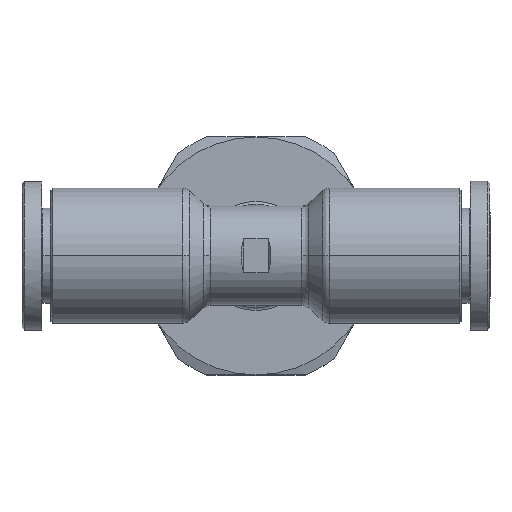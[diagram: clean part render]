
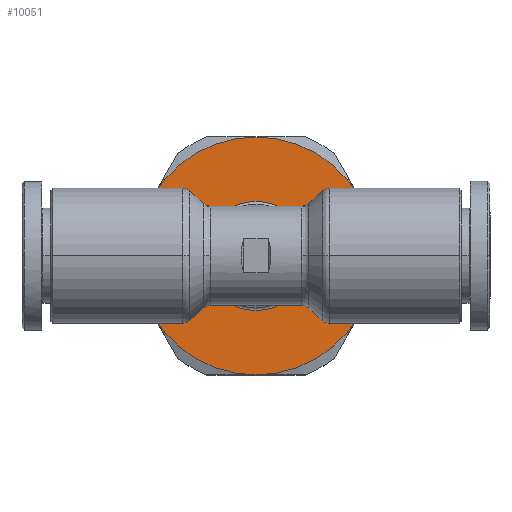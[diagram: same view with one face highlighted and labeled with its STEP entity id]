
A CAD part, top view. The second image highlights one B-rep face of the part: STEP entity #10051.
In plain terms, the highlighted planar face has unit normal (0, 0, 1).
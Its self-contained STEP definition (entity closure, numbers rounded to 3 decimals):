
#240 = CARTESIAN_POINT ( 'NONE',  ( 0., 0., -10.5 ) ) ;
#431 = VERTEX_POINT ( 'NONE', #4623 ) ;
#647 = CARTESIAN_POINT ( 'NONE',  ( 0., 0., -10.5 ) ) ;
#726 = ORIENTED_EDGE ( 'NONE', *, *, #14802, .F. ) ;
#1099 = DIRECTION ( 'NONE',  ( -1., 0., 0. ) ) ;
#1118 = DIRECTION ( 'NONE',  ( -1., 0., 0. ) ) ;
#1518 = DIRECTION ( 'NONE',  ( -1., 0., 0. ) ) ;
#1743 = DIRECTION ( 'NONE',  ( 0., 0., -1. ) ) ;
#1822 = CARTESIAN_POINT ( 'NONE',  ( 0., 0., -10.5 ) ) ;
#2697 = DIRECTION ( 'NONE',  ( -1., 0., 0. ) ) ;
#2703 = VERTEX_POINT ( 'NONE', #10153 ) ;
#3268 = VERTEX_POINT ( 'NONE', #18217 ) ;
#3399 = CIRCLE ( 'NONE', #28378, 5.504 ) ;
#3562 = ORIENTED_EDGE ( 'NONE', *, *, #10831, .F. ) ;
#3603 = EDGE_CURVE ( 'NONE', #18280, #23610, #28645, .T. ) ;
#3932 = AXIS2_PLACEMENT_3D ( 'NONE', #13872, #25399, #27418 ) ;
#4201 = EDGE_CURVE ( 'NONE', #3268, #8427, #27157, .T. ) ;
#4623 = CARTESIAN_POINT ( 'NONE',  ( 10.392, -6., -10.5 ) ) ;
#4625 = ORIENTED_EDGE ( 'NONE', *, *, #4201, .F. ) ;
#4660 = FACE_BOUND ( 'NONE', #25616, .T. ) ;
#4674 = AXIS2_PLACEMENT_3D ( 'NONE', #19428, #14772, #1118 ) ;
#5368 = ORIENTED_EDGE ( 'NONE', *, *, #13573, .F. ) ;
#5754 = DIRECTION ( 'NONE',  ( 0., 0., -1. ) ) ;
#6383 = DIRECTION ( 'NONE',  ( -1., 0., 0. ) ) ;
#6631 = DIRECTION ( 'NONE',  ( -1., 0., 0. ) ) ;
#6726 = CIRCLE ( 'NONE', #19988, 12. ) ;
#6784 = CARTESIAN_POINT ( 'NONE',  ( 0., 0., -10.5 ) ) ;
#6948 = DIRECTION ( 'NONE',  ( -1., 0., 0. ) ) ;
#7109 = EDGE_CURVE ( 'NONE', #23610, #431, #14373, .T. ) ;
#7189 = AXIS2_PLACEMENT_3D ( 'NONE', #6784, #1743, #6383 ) ;
#7363 = ORIENTED_EDGE ( 'NONE', *, *, #7109, .F. ) ;
#7629 = DIRECTION ( 'NONE',  ( 0., 0., -1. ) ) ;
#8427 = VERTEX_POINT ( 'NONE', #20575 ) ;
#8848 = DIRECTION ( 'NONE',  ( 0., 0., -1. ) ) ;
#9288 = AXIS2_PLACEMENT_3D ( 'NONE', #647, #7629, #2697 ) ;
#9455 = EDGE_CURVE ( 'NONE', #17021, #17071, #13323, .T. ) ;
#9719 = ORIENTED_EDGE ( 'NONE', *, *, #25821, .F. ) ;
#10051 = ADVANCED_FACE ( 'NONE', ( #4660, #21943 ), #23192, .F. ) ;
#10153 = CARTESIAN_POINT ( 'NONE',  ( -10.392, 6., -10.5 ) ) ;
#10398 = ORIENTED_EDGE ( 'NONE', *, *, #12061, .F. ) ;
#10643 = CIRCLE ( 'NONE', #28697, 12. ) ;
#10831 = EDGE_CURVE ( 'NONE', #27165, #2703, #14323, .T. ) ;
#11595 = CARTESIAN_POINT ( 'NONE',  ( 0., 0., -10.5 ) ) ;
#12061 = EDGE_CURVE ( 'NONE', #431, #3268, #10643, .T. ) ;
#13323 = CIRCLE ( 'NONE', #3932, 5.504 ) ;
#13573 = EDGE_CURVE ( 'NONE', #2703, #18280, #6726, .T. ) ;
#13647 = DIRECTION ( 'NONE',  ( -1., 0., 0. ) ) ;
#13765 = CARTESIAN_POINT ( 'NONE',  ( 0., 0., -10.5 ) ) ;
#13872 = CARTESIAN_POINT ( 'NONE',  ( 0., 0., -10.5 ) ) ;
#14217 = CARTESIAN_POINT ( 'NONE',  ( 0., 12., -10.5 ) ) ;
#14292 = ORIENTED_EDGE ( 'NONE', *, *, #9455, .F. ) ;
#14323 = CIRCLE ( 'NONE', #17992, 12. ) ;
#14373 = CIRCLE ( 'NONE', #15787, 12. ) ;
#14772 = DIRECTION ( 'NONE',  ( 0., 0., -1. ) ) ;
#14802 = EDGE_CURVE ( 'NONE', #17071, #17021, #3399, .T. ) ;
#15656 = AXIS2_PLACEMENT_3D ( 'NONE', #25456, #27486, #13647 ) ;
#15787 = AXIS2_PLACEMENT_3D ( 'NONE', #11595, #25146, #6631 ) ;
#16074 = ORIENTED_EDGE ( 'NONE', *, *, #3603, .F. ) ;
#16532 = DIRECTION ( 'NONE',  ( -1., 0., 0. ) ) ;
#16859 = CARTESIAN_POINT ( 'NONE',  ( 0., 0., -10.5 ) ) ;
#17021 = VERTEX_POINT ( 'NONE', #25147 ) ;
#17071 = VERTEX_POINT ( 'NONE', #21171 ) ;
#17271 = CARTESIAN_POINT ( 'NONE',  ( 10.392, 6., -10.5 ) ) ;
#17963 = CIRCLE ( 'NONE', #9288, 12. ) ;
#17992 = AXIS2_PLACEMENT_3D ( 'NONE', #16859, #5754, #1099 ) ;
#18217 = CARTESIAN_POINT ( 'NONE',  ( 0., -12., -10.5 ) ) ;
#18280 = VERTEX_POINT ( 'NONE', #14217 ) ;
#19428 = CARTESIAN_POINT ( 'NONE',  ( 0., 0., -10.5 ) ) ;
#19988 = AXIS2_PLACEMENT_3D ( 'NONE', #1822, #8848, #1518 ) ;
#20575 = CARTESIAN_POINT ( 'NONE',  ( -10.392, -6., -10.5 ) ) ;
#21171 = CARTESIAN_POINT ( 'NONE',  ( 5.504, 0., -10.5 ) ) ;
#21943 = FACE_OUTER_BOUND ( 'NONE', #25085, .T. ) ;
#23192 = PLANE ( 'NONE',  #15656 ) ;
#23610 = VERTEX_POINT ( 'NONE', #17271 ) ;
#25085 = EDGE_LOOP ( 'NONE', ( #9719, #4625, #10398, #7363, #16074, #5368, #3562 ) ) ;
#25146 = DIRECTION ( 'NONE',  ( 0., 0., -1. ) ) ;
#25147 = CARTESIAN_POINT ( 'NONE',  ( -5.504, 0., -10.5 ) ) ;
#25233 = CARTESIAN_POINT ( 'NONE',  ( -12., 0., -10.5 ) ) ;
#25399 = DIRECTION ( 'NONE',  ( 0., 0., 1. ) ) ;
#25456 = CARTESIAN_POINT ( 'NONE',  ( 0., 0., -10.5 ) ) ;
#25616 = EDGE_LOOP ( 'NONE', ( #14292, #726 ) ) ;
#25821 = EDGE_CURVE ( 'NONE', #8427, #27165, #17963, .T. ) ;
#27157 = CIRCLE ( 'NONE', #7189, 12. ) ;
#27165 = VERTEX_POINT ( 'NONE', #25233 ) ;
#27418 = DIRECTION ( 'NONE',  ( -1., 0., 0. ) ) ;
#27486 = DIRECTION ( 'NONE',  ( 0., 0., -1. ) ) ;
#27501 = DIRECTION ( 'NONE',  ( 0., 0., -1. ) ) ;
#28182 = DIRECTION ( 'NONE',  ( 0., 0., 1. ) ) ;
#28378 = AXIS2_PLACEMENT_3D ( 'NONE', #240, #28182, #16532 ) ;
#28645 = CIRCLE ( 'NONE', #4674, 12. ) ;
#28697 = AXIS2_PLACEMENT_3D ( 'NONE', #13765, #27501, #6948 ) ;
